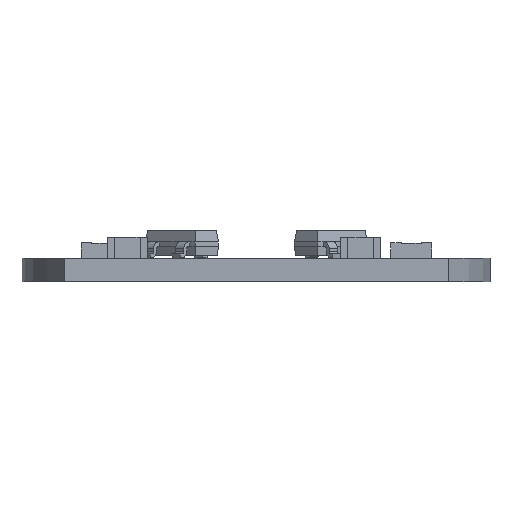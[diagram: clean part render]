
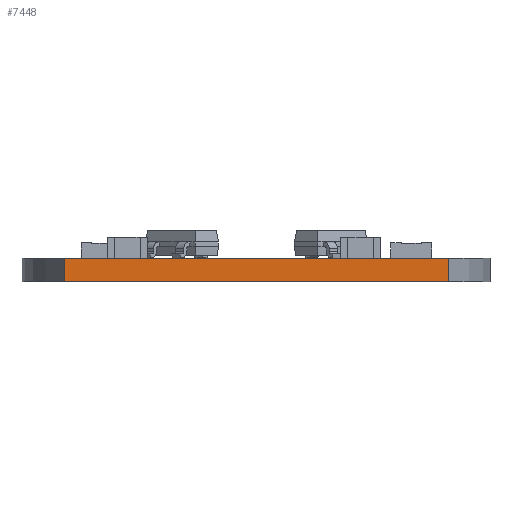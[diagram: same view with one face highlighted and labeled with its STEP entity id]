
A CAD part, front view. The second image highlights one B-rep face of the part: STEP entity #7448.
In plain terms, the highlighted planar face has unit normal (0, -1, 0).
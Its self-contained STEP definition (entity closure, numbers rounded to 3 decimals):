
#116 = VERTEX_POINT ( 'NONE', #29131 ) ;
#949 = DIRECTION ( 'NONE',  ( 0., 0., -1. ) ) ;
#994 = ORIENTED_EDGE ( 'NONE', *, *, #3432, .F. ) ;
#2066 = ORIENTED_EDGE ( 'NONE', *, *, #13500, .T. ) ;
#2560 = ORIENTED_EDGE ( 'NONE', *, *, #5463, .T. ) ;
#3432 = EDGE_CURVE ( 'NONE', #8085, #9830, #30015, .T. ) ;
#3497 = ORIENTED_EDGE ( 'NONE', *, *, #24129, .F. ) ;
#3830 = DIRECTION ( 'NONE',  ( 0., 1., 0. ) ) ;
#5463 = EDGE_CURVE ( 'NONE', #116, #9830, #29416, .T. ) ;
#6640 = LINE ( 'NONE', #7550, #11908 ) ;
#7448 = ADVANCED_FACE ( 'NONE', ( #28409 ), #13293, .F. ) ;
#7550 = CARTESIAN_POINT ( 'NONE',  ( -8.205, -10.795, 1.016 ) ) ;
#8085 = VERTEX_POINT ( 'NONE', #11557 ) ;
#9830 = VERTEX_POINT ( 'NONE', #11941 ) ;
#11557 = CARTESIAN_POINT ( 'NONE',  ( 8.204, -10.795, 1.016 ) ) ;
#11908 = VECTOR ( 'NONE', #949, 1000. ) ;
#11941 = CARTESIAN_POINT ( 'NONE',  ( 8.204, -10.795, 0. ) ) ;
#12865 = CARTESIAN_POINT ( 'NONE',  ( 8.204, -10.795, 0. ) ) ;
#13293 = PLANE ( 'NONE',  #18884 ) ;
#13500 = EDGE_CURVE ( 'NONE', #29349, #116, #6640, .T. ) ;
#14882 = DIRECTION ( 'NONE',  ( 1., 0., 0. ) ) ;
#18884 = AXIS2_PLACEMENT_3D ( 'NONE', #27806, #3830, #30093 ) ;
#19222 = DIRECTION ( 'NONE',  ( 0., 0., -1. ) ) ;
#21185 = CARTESIAN_POINT ( 'NONE',  ( 8.204, -10.795, 1.016 ) ) ;
#21399 = DIRECTION ( 'NONE',  ( 1., 0., 0. ) ) ;
#21432 = CARTESIAN_POINT ( 'NONE',  ( 8.204, -10.795, 1.016 ) ) ;
#22752 = LINE ( 'NONE', #21185, #30609 ) ;
#22907 = VECTOR ( 'NONE', #19222, 1000. ) ;
#23831 = EDGE_LOOP ( 'NONE', ( #2560, #994, #3497, #2066 ) ) ;
#24129 = EDGE_CURVE ( 'NONE', #29349, #8085, #22752, .T. ) ;
#27734 = CARTESIAN_POINT ( 'NONE',  ( -8.205, -10.795, 1.016 ) ) ;
#27806 = CARTESIAN_POINT ( 'NONE',  ( 8.204, -10.795, 1.016 ) ) ;
#28409 = FACE_OUTER_BOUND ( 'NONE', #23831, .T. ) ;
#29131 = CARTESIAN_POINT ( 'NONE',  ( -8.205, -10.795, 0. ) ) ;
#29349 = VERTEX_POINT ( 'NONE', #27734 ) ;
#29416 = LINE ( 'NONE', #12865, #30510 ) ;
#30015 = LINE ( 'NONE', #21432, #22907 ) ;
#30093 = DIRECTION ( 'NONE',  ( -1., 0., 0. ) ) ;
#30510 = VECTOR ( 'NONE', #14882, 1000. ) ;
#30609 = VECTOR ( 'NONE', #21399, 1000. ) ;
